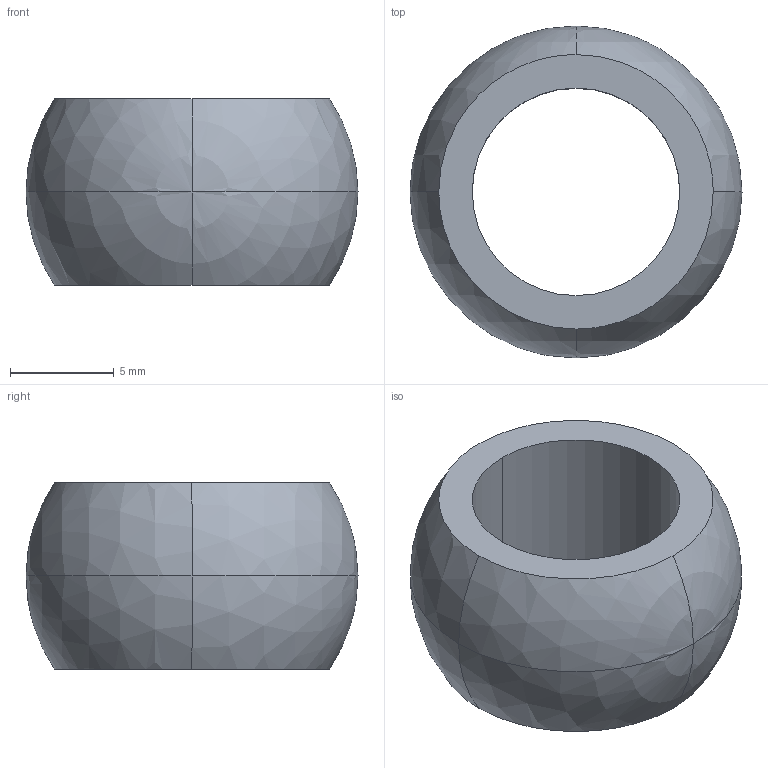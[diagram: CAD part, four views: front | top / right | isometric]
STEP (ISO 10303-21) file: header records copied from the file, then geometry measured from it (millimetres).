
FILE_DESCRIPTION (( 'STEP AP203' ), '1' );
FILE_NAME ('efom-10_01_2_Default_sldprt.STEP', '2023-12-01T19:27:29', ( '' ), ( '' ), 'SwSTEP 2.0', 'SolidWorks 2023', '' );
FILE_SCHEMA (( 'CONFIG_CONTROL_DESIGN' ));
Length unit declared in the file: millimetre
Products named in the file (1): efom-10_01_2_Default_sldprt
Bounding box: 16 x 16 x 9 mm (x, y, z)
Volume: 912.5 mm3; surface area: 853.2 mm2
Topology: 1 solids, 1 shells, 12 faces, 34 edges, 16 vertices
Faces by surface type: sphere 8, plane 2, cylinder 2
Entity records: 689 total; most frequent: CARTESIAN_POINT 345, DIRECTION 60, ORIENTED_EDGE 52, AXIS2_PLACEMENT_3D 29, EDGE_CURVE 26, VERTEX_POINT 16, CIRCLE 16, EDGE_LOOP 14
